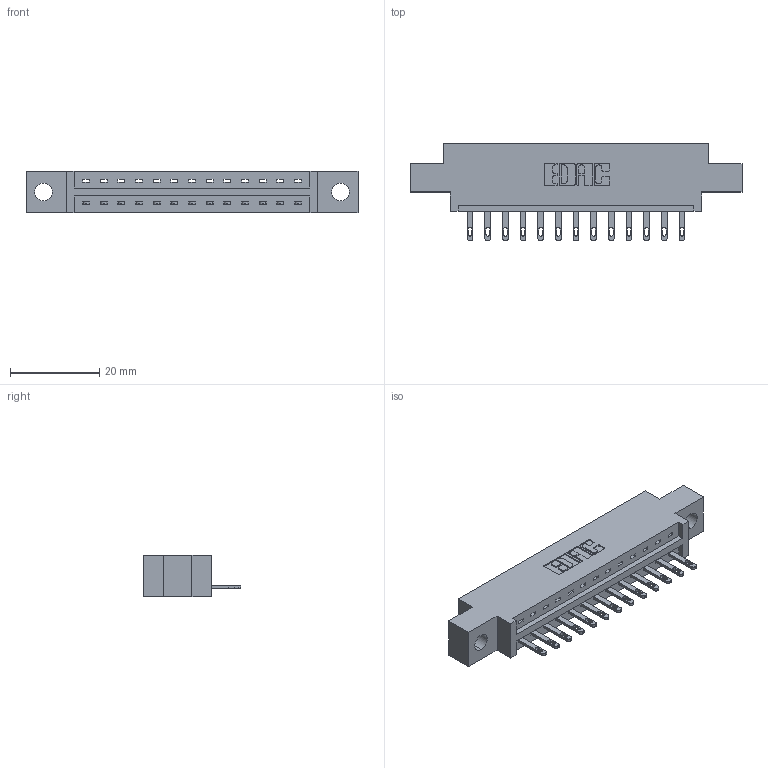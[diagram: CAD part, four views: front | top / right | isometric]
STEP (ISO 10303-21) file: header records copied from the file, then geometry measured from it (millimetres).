
FILE_DESCRIPTION (( 'STEP AP203' ), '1' );
FILE_NAME ('887-013-500-604.STEP', '2020-09-20T16:38:40', ( '' ), ( '' ), 'SwSTEP 2.0', 'SolidWorks 2020', '' );
FILE_SCHEMA (( 'CONFIG_CONTROL_DESIGN' ));
Length unit declared in the file: inch
Products named in the file (3): 837 Part_0.170 Offset - 0.156 Dia-TH; 345-292-001_345-293-100; 887-013-500-604
Assembly tree (14 placements, depth 2):
  887-013-500-604
    837 Part_0.170 Offset - 0.156 Dia-TH
    345-292-001_345-293-100  x13
Bounding box: 74.52 x 21.85 x 9.4 mm (x, y, z)
Volume: 7185.3 mm3; surface area: 7186 mm2
Topology: 14 solids, 14 shells, 872 faces, 2663 edges, 1774 vertices
Faces by surface type: plane 594, cylinder 278
Entity records: 13479 total; most frequent: CARTESIAN_POINT 2353, ORIENTED_EDGE 2302, DIRECTION 2041, EDGE_CURVE 1151, LINE 1019, VECTOR 1019, VERTEX_POINT 766, AXIS2_PLACEMENT_3D 511
